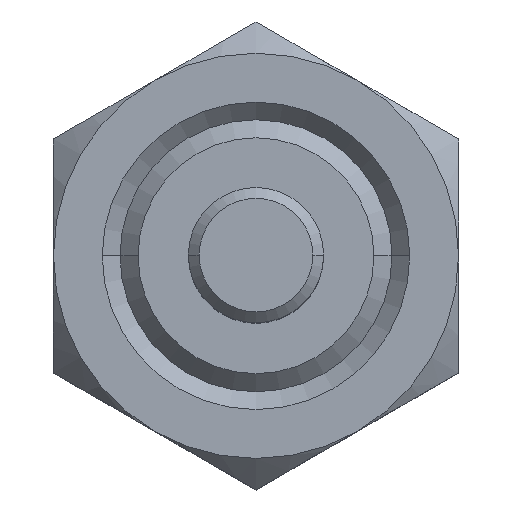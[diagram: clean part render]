
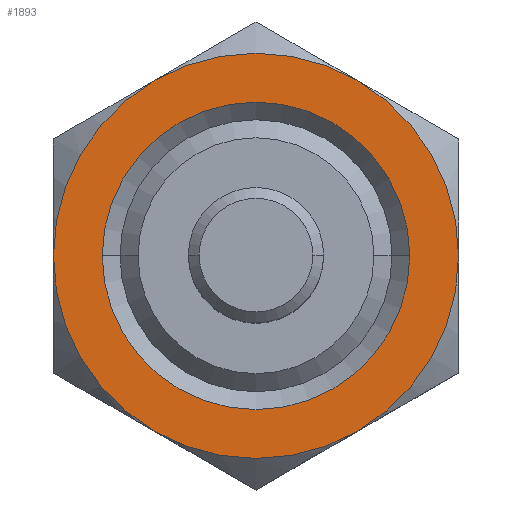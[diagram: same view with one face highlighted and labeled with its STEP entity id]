
A CAD part, top view. The second image highlights one B-rep face of the part: STEP entity #1893.
In plain terms, the highlighted planar face has unit normal (0, 0, 1).
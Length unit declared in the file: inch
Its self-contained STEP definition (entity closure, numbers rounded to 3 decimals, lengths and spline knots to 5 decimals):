
#12 = CARTESIAN_POINT ( 'NONE',  ( 0., 0., 0.11 ) ) ;
#21 = DIRECTION ( 'NONE',  ( 0., 0., -1. ) ) ;
#35 = AXIS2_PLACEMENT_3D ( 'NONE', #749, #2119, #929 ) ;
#56 = AXIS2_PLACEMENT_3D ( 'NONE', #878, #1469, #301 ) ;
#95 = PLANE ( 'NONE',  #56 ) ;
#126 = EDGE_CURVE ( 'NONE', #638, #1502, #2544, .T. ) ;
#139 = ORIENTED_EDGE ( 'NONE', *, *, #694, .F. ) ;
#142 = EDGE_CURVE ( 'NONE', #1877, #1294, #1823, .T. ) ;
#181 = DIRECTION ( 'NONE',  ( -1., 0., 0. ) ) ;
#218 = DIRECTION ( 'NONE',  ( 1., 0., 0. ) ) ;
#241 = DIRECTION ( 'NONE',  ( 0., 0., -1. ) ) ;
#301 = DIRECTION ( 'NONE',  ( -1., 0., 0. ) ) ;
#302 = VERTEX_POINT ( 'NONE', #2390 ) ;
#316 = AXIS2_PLACEMENT_3D ( 'NONE', #2548, #1344, #181 ) ;
#335 = CARTESIAN_POINT ( 'NONE',  ( 0.14, 0.24249, 0.11 ) ) ;
#344 = EDGE_CURVE ( 'NONE', #302, #2272, #2556, .T. ) ;
#445 = ORIENTED_EDGE ( 'NONE', *, *, #126, .T. ) ;
#470 = ORIENTED_EDGE ( 'NONE', *, *, #344, .T. ) ;
#479 = CARTESIAN_POINT ( 'NONE',  ( 0.28, 0., 0.11 ) ) ;
#509 = CIRCLE ( 'NONE', #1771, 0.28 ) ;
#541 = AXIS2_PLACEMENT_3D ( 'NONE', #2324, #1125, #2531 ) ;
#564 = VERTEX_POINT ( 'NONE', #2086 ) ;
#620 = ORIENTED_EDGE ( 'NONE', *, *, #142, .F. ) ;
#638 = VERTEX_POINT ( 'NONE', #479 ) ;
#694 = EDGE_CURVE ( 'NONE', #638, #564, #1802, .T. ) ;
#724 = DIRECTION ( 'NONE',  ( 0., 0., -1. ) ) ;
#749 = CARTESIAN_POINT ( 'NONE',  ( 0., 0., 0.11 ) ) ;
#774 = EDGE_CURVE ( 'NONE', #1368, #1877, #1209, .T. ) ;
#878 = CARTESIAN_POINT ( 'NONE',  ( 0., 0.32332, 0.11 ) ) ;
#929 = DIRECTION ( 'NONE',  ( -1., 0., 0. ) ) ;
#947 = CARTESIAN_POINT ( 'NONE',  ( -0.14, 0.24249, 0.11 ) ) ;
#969 = AXIS2_PLACEMENT_3D ( 'NONE', #12, #1386, #218 ) ;
#1053 = AXIS2_PLACEMENT_3D ( 'NONE', #1406, #241, #1612 ) ;
#1060 = CARTESIAN_POINT ( 'NONE',  ( 0., 0., 0.11 ) ) ;
#1064 = ORIENTED_EDGE ( 'NONE', *, *, #1869, .T. ) ;
#1121 = ORIENTED_EDGE ( 'NONE', *, *, #2261, .F. ) ;
#1125 = DIRECTION ( 'NONE',  ( 0., 0., -1. ) ) ;
#1194 = CARTESIAN_POINT ( 'NONE',  ( 0., 0., 0.11 ) ) ;
#1209 = CIRCLE ( 'NONE', #316, 0.28 ) ;
#1256 = DIRECTION ( 'NONE',  ( -1., 0., 0. ) ) ;
#1294 = VERTEX_POINT ( 'NONE', #947 ) ;
#1319 = FACE_OUTER_BOUND ( 'NONE', #1523, .T. ) ;
#1326 = CARTESIAN_POINT ( 'NONE',  ( -0.2125, 0., 0.11 ) ) ;
#1344 = DIRECTION ( 'NONE',  ( 0., 0., -1. ) ) ;
#1365 = AXIS2_PLACEMENT_3D ( 'NONE', #1194, #21, #1396 ) ;
#1368 = VERTEX_POINT ( 'NONE', #1766 ) ;
#1386 = DIRECTION ( 'NONE',  ( 0., 0., 1. ) ) ;
#1396 = DIRECTION ( 'NONE',  ( -1., 0., 0. ) ) ;
#1406 = CARTESIAN_POINT ( 'NONE',  ( 0., 0., 0.11 ) ) ;
#1469 = DIRECTION ( 'NONE',  ( 0., 0., -1. ) ) ;
#1502 = VERTEX_POINT ( 'NONE', #335 ) ;
#1523 = EDGE_LOOP ( 'NONE', ( #620, #1777, #2558, #139, #445, #1121 ) ) ;
#1612 = DIRECTION ( 'NONE',  ( -1., 0., 0. ) ) ;
#1666 = CARTESIAN_POINT ( 'NONE',  ( -0.28, 0., 0.11 ) ) ;
#1766 = CARTESIAN_POINT ( 'NONE',  ( -0.14, -0.24249, 0.11 ) ) ;
#1771 = AXIS2_PLACEMENT_3D ( 'NONE', #1890, #724, #2095 ) ;
#1777 = ORIENTED_EDGE ( 'NONE', *, *, #774, .F. ) ;
#1802 = CIRCLE ( 'NONE', #35, 0.28 ) ;
#1821 = AXIS2_PLACEMENT_3D ( 'NONE', #1060, #2466, #1256 ) ;
#1823 = CIRCLE ( 'NONE', #1365, 0.28 ) ;
#1824 = CIRCLE ( 'NONE', #541, 0.28 ) ;
#1831 = EDGE_LOOP ( 'NONE', ( #470, #1064 ) ) ;
#1869 = EDGE_CURVE ( 'NONE', #2272, #302, #2516, .T. ) ;
#1877 = VERTEX_POINT ( 'NONE', #1666 ) ;
#1890 = CARTESIAN_POINT ( 'NONE',  ( 0., 0., 0.11 ) ) ;
#1893 = ADVANCED_FACE ( 'NONE', ( #2467, #1319 ), #95, .F. ) ;
#2086 = CARTESIAN_POINT ( 'NONE',  ( 0.14, -0.24249, 0.11 ) ) ;
#2095 = DIRECTION ( 'NONE',  ( -1., 0., 0. ) ) ;
#2119 = DIRECTION ( 'NONE',  ( 0., 0., -1. ) ) ;
#2135 = EDGE_CURVE ( 'NONE', #564, #1368, #509, .T. ) ;
#2261 = EDGE_CURVE ( 'NONE', #1294, #1502, #1824, .T. ) ;
#2272 = VERTEX_POINT ( 'NONE', #1326 ) ;
#2324 = CARTESIAN_POINT ( 'NONE',  ( 0., 0., 0.11 ) ) ;
#2390 = CARTESIAN_POINT ( 'NONE',  ( 0.2125, 0., 0.11 ) ) ;
#2466 = DIRECTION ( 'NONE',  ( 0., 0., -1. ) ) ;
#2467 = FACE_BOUND ( 'NONE', #1831, .T. ) ;
#2516 = CIRCLE ( 'NONE', #1821, 0.2125 ) ;
#2531 = DIRECTION ( 'NONE',  ( -1., 0., 0. ) ) ;
#2544 = CIRCLE ( 'NONE', #969, 0.28 ) ;
#2548 = CARTESIAN_POINT ( 'NONE',  ( 0., 0., 0.11 ) ) ;
#2556 = CIRCLE ( 'NONE', #1053, 0.2125 ) ;
#2558 = ORIENTED_EDGE ( 'NONE', *, *, #2135, .F. ) ;
